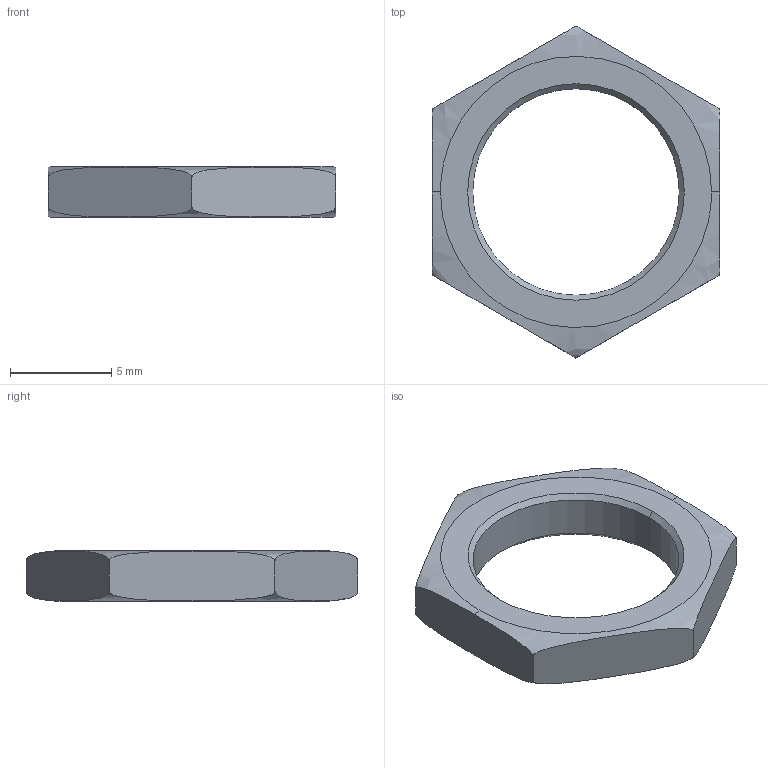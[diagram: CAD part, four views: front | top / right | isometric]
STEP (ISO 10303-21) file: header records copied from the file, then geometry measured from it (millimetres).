
FILE_DESCRIPTION (( 'STEP AP203' ), '1' );
FILE_NAME ('REAN K4MPR Mutter - J3DI.STEP', '2017-02-12T23:17:39', ( 'PC-User' ), ( '' ), 'SwSTEP 2.0', 'SolidWorks 2016', '' );
FILE_SCHEMA (( 'CONFIG_CONTROL_DESIGN' ));
Length unit declared in the file: millimetre
Products named in the file (1): REAN K4MPR Mutter - J3DI
Bounding box: 14.2 x 16.4 x 2.5 mm (x, y, z)
Volume: 227.6 mm3; surface area: 371 mm2
Topology: 1 solids, 1 shells, 18 faces, 44 edges, 28 vertices
Faces by surface type: plane 8, bspline 4, cone 4, cylinder 2
Entity records: 1817 total; most frequent: CARTESIAN_POINT 1371, ORIENTED_EDGE 88, DIRECTION 58, EDGE_CURVE 44, VERTEX_POINT 28, AXIS2_PLACEMENT_3D 23, B_SPLINE_CURVE_WITH_KNOTS 20, EDGE_LOOP 20
